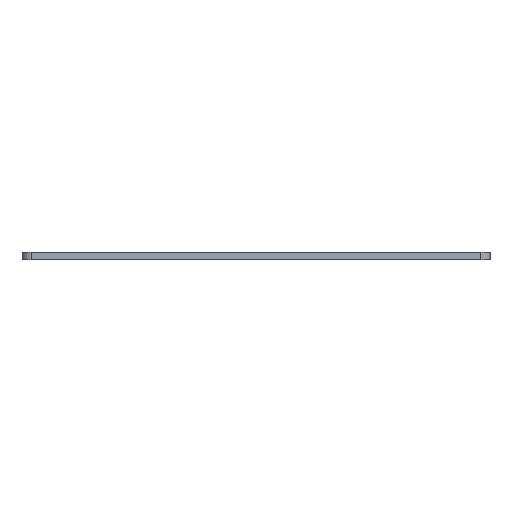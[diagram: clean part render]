
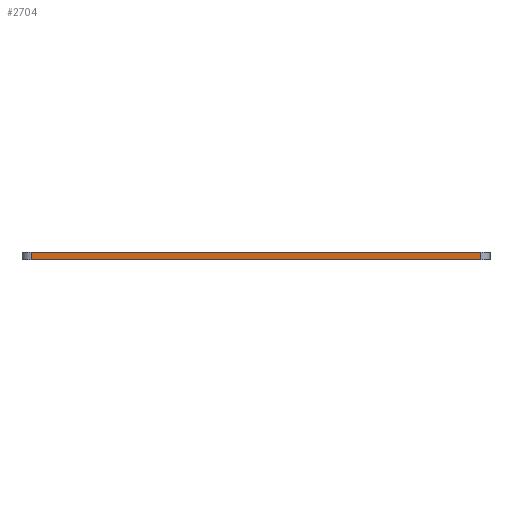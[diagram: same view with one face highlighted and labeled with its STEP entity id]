
A CAD part, front view. The second image highlights one B-rep face of the part: STEP entity #2704.
In plain terms, the highlighted planar face has unit normal (0, -1, 0).
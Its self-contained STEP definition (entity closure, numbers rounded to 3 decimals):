
#190=PLANE('',#2877);
#340=FACE_OUTER_BOUND('',#490,.T.);
#490=EDGE_LOOP('',(#2425,#2426,#2427,#2428));
#528=LINE('',#3582,#880);
#533=LINE('',#3597,#885);
#534=LINE('',#3601,#886);
#871=LINE('',#4303,#1223);
#880=VECTOR('',#2906,10.);
#885=VECTOR('',#2923,10.);
#886=VECTOR('',#2928,10.);
#1223=VECTOR('',#3547,10.);
#1242=VERTEX_POINT('',#3579);
#1243=VERTEX_POINT('',#3581);
#1247=VERTEX_POINT('',#3595);
#1248=VERTEX_POINT('',#3599);
#1484=EDGE_CURVE('',#1242,#1243,#528,.T.);
#1492=EDGE_CURVE('',#1247,#1242,#533,.T.);
#1494=EDGE_CURVE('',#1243,#1248,#534,.T.);
#1831=EDGE_CURVE('',#1248,#1247,#871,.T.);
#2425=ORIENTED_EDGE('',*,*,#1492,.F.);
#2426=ORIENTED_EDGE('',*,*,#1831,.F.);
#2427=ORIENTED_EDGE('',*,*,#1494,.F.);
#2428=ORIENTED_EDGE('',*,*,#1484,.F.);
#2704=ADVANCED_FACE('',(#340),#190,.T.);
#2877=AXIS2_PLACEMENT_3D('',#4302,#3545,#3546);
#2906=DIRECTION('',(-1.,0.,0.));
#2923=DIRECTION('',(0.,0.,-1.));
#2928=DIRECTION('',(0.,0.,1.));
#3545=DIRECTION('center_axis',(0.,-1.,0.));
#3546=DIRECTION('ref_axis',(1.,0.,0.));
#3547=DIRECTION('',(1.,0.,0.));
#3579=CARTESIAN_POINT('',(123.5,-114.5,0.));
#3581=CARTESIAN_POINT('',(-123.5,-114.5,0.));
#3582=CARTESIAN_POINT('',(128.5,-114.5,0.));
#3595=CARTESIAN_POINT('',(123.5,-114.5,4.));
#3597=CARTESIAN_POINT('',(123.5,-114.5,0.));
#3599=CARTESIAN_POINT('',(-123.5,-114.5,4.));
#3601=CARTESIAN_POINT('',(-123.5,-114.5,0.));
#4302=CARTESIAN_POINT('Origin',(-128.5,-114.5,0.));
#4303=CARTESIAN_POINT('',(128.5,-114.5,4.));
